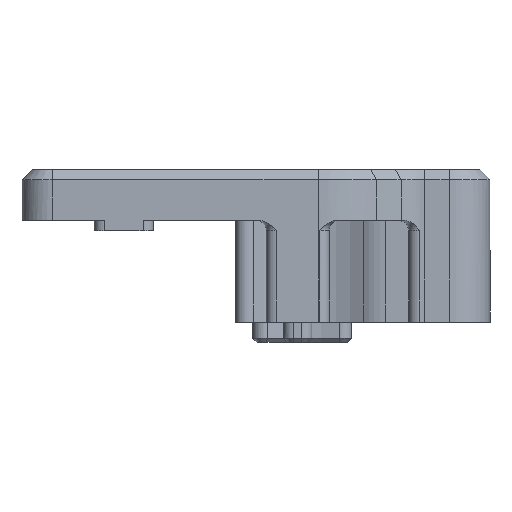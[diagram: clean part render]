
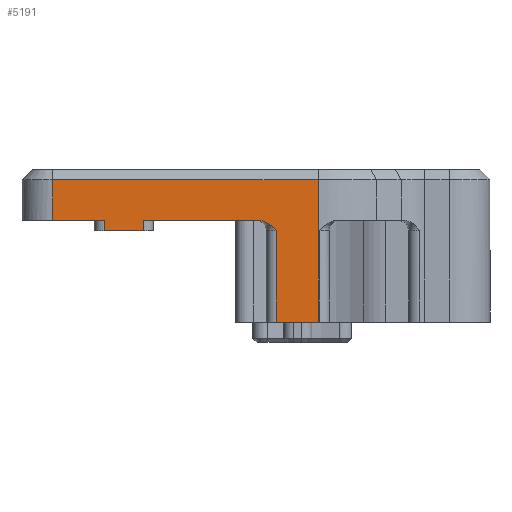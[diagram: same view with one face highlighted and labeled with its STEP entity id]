
A CAD part, left-side view. The second image highlights one B-rep face of the part: STEP entity #5191.
In plain terms, the highlighted planar face has unit normal (-1, 0, 0).
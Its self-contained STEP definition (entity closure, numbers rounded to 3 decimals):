
#1173=DIRECTION('',(0.,1.,0.));
#1174=VECTOR('',#1173,5.1);
#1175=CARTESIAN_POINT('',(332.507,-258.673,59.406));
#1176=LINE('',#1175,#1174);
#1180=DIRECTION('',(0.,0.,1.));
#1181=VECTOR('',#1180,1.);
#1182=CARTESIAN_POINT('',(332.507,-258.673,58.406));
#1183=LINE('',#1182,#1181);
#1194=CARTESIAN_POINT('',(332.507,-273.841,59.406));
#1195=CARTESIAN_POINT('',(332.507,-273.945,59.406));
#1196=CARTESIAN_POINT('',(332.507,-274.16,59.379));
#1197=CARTESIAN_POINT('',(332.507,-274.532,59.252));
#1198=CARTESIAN_POINT('',(332.507,-274.868,59.047));
#1199=CARTESIAN_POINT('',(332.507,-275.227,58.748));
#1200=CARTESIAN_POINT('',(332.507,-275.456,58.524));
#1201=CARTESIAN_POINT('',(332.507,-275.573,58.406));
#1206=DIRECTION('',(0.,-1.,0.));
#1207=VECTOR('',#1206,3.8);
#1208=CARTESIAN_POINT('',(332.507,-258.673,58.406));
#1209=LINE('',#1208,#1207);
#1213=DIRECTION('',(0.,1.,0.));
#1214=VECTOR('',#1213,26.106);
#1215=CARTESIAN_POINT('',(332.507,-279.68,63.406));
#1216=LINE('',#1215,#1214);
#1220=DIRECTION('',(0.,1.,0.));
#1221=VECTOR('',#1220,4.106);
#1222=CARTESIAN_POINT('',(332.507,-279.68,49.406));
#1223=LINE('',#1222,#1221);
#1299=DIRECTION('',(0.,0.,-1.));
#1300=VECTOR('',#1299,14.);
#1301=CARTESIAN_POINT('',(332.507,-279.68,63.406));
#1302=LINE('',#1301,#1300);
#1827=DIRECTION('',(0.,1.,0.));
#1828=VECTOR('',#1827,11.368);
#1829=CARTESIAN_POINT('',(332.507,-273.841,59.406));
#1830=LINE('',#1829,#1828);
#2487=DIRECTION('',(0.,0.,1.));
#2488=VECTOR('',#2487,4.);
#2489=CARTESIAN_POINT('',(332.507,-253.573,59.406));
#2490=LINE('',#2489,#2488);
#2927=DIRECTION('',(0.,0.,-1.));
#2928=VECTOR('',#2927,1.);
#2929=CARTESIAN_POINT('',(332.507,-262.473,59.406));
#2930=LINE('',#2929,#2928);
#3175=DIRECTION('',(0.,0.,1.));
#3176=VECTOR('',#3175,9.);
#3177=CARTESIAN_POINT('',(332.507,-275.573,49.406));
#3178=LINE('',#3177,#3176);
#3784=CARTESIAN_POINT('',(332.507,-279.68,49.406));
#3785=CARTESIAN_POINT('',(332.507,-275.573,49.406));
#3786=VERTEX_POINT('',#3784);
#3787=VERTEX_POINT('',#3785);
#3874=CARTESIAN_POINT('',(332.507,-279.68,63.406));
#3875=VERTEX_POINT('',#3874);
#3876=CARTESIAN_POINT('',(332.507,-253.573,63.406));
#3877=VERTEX_POINT('',#3876);
#3878=CARTESIAN_POINT('',(332.507,-253.573,59.406));
#3879=VERTEX_POINT('',#3878);
#3880=CARTESIAN_POINT('',(332.507,-258.673,59.406));
#3881=VERTEX_POINT('',#3880);
#3882=CARTESIAN_POINT('',(332.507,-258.673,58.406));
#3883=VERTEX_POINT('',#3882);
#3884=CARTESIAN_POINT('',(332.507,-262.473,58.406));
#3885=VERTEX_POINT('',#3884);
#3886=CARTESIAN_POINT('',(332.507,-262.473,59.406));
#3887=VERTEX_POINT('',#3886);
#3888=CARTESIAN_POINT('',(332.507,-273.841,59.406));
#3889=VERTEX_POINT('',#3888);
#3890=VERTEX_POINT('',#1201);
#5165=CARTESIAN_POINT('',(332.507,-250.573,34.406));
#5166=DIRECTION('',(-1.,0.,0.));
#5167=DIRECTION('',(0.,-1.,0.));
#5168=AXIS2_PLACEMENT_3D('',#5165,#5166,#5167);
#5169=PLANE('',#5168);
#5171=ORIENTED_EDGE('',*,*,#5170,.T.);
#5173=ORIENTED_EDGE('',*,*,#5172,.T.);
#5175=ORIENTED_EDGE('',*,*,#5174,.F.);
#5177=ORIENTED_EDGE('',*,*,#5176,.T.);
#5179=ORIENTED_EDGE('',*,*,#5178,.T.);
#5180=ORIENTED_EDGE('',*,*,#5072,.F.);
#5181=ORIENTED_EDGE('',*,*,#5157,.T.);
#5182=ORIENTED_EDGE('',*,*,#5146,.T.);
#5184=ORIENTED_EDGE('',*,*,#5183,.T.);
#5186=ORIENTED_EDGE('',*,*,#5185,.F.);
#5188=ORIENTED_EDGE('',*,*,#5187,.T.);
#5189=EDGE_LOOP('',(#5171,#5173,#5175,#5177,#5179,#5180,#5181,#5182,#5184,#5186,
#5188));
#5190=FACE_OUTER_BOUND('',#5189,.F.);
#5191=ADVANCED_FACE('',(#5190),#5169,.T.);
#1202=B_SPLINE_CURVE_WITH_KNOTS('',3,(#1194,#1195,#1196,#1197,#1198,#1199,#1200,
#1201),.UNSPECIFIED.,.F.,.F.,(4,1,1,1,1,4),(0.,0.2,0.4,0.6,0.8,1.),
.UNSPECIFIED.);
#5072=EDGE_CURVE('',#3883,#3885,#1209,.T.);
#5146=EDGE_CURVE('',#3881,#3879,#1176,.T.);
#5157=EDGE_CURVE('',#3883,#3881,#1183,.T.);
#5170=EDGE_CURVE('',#3786,#3787,#1223,.T.);
#5172=EDGE_CURVE('',#3787,#3890,#3178,.T.);
#5174=EDGE_CURVE('',#3889,#3890,#1202,.T.);
#5176=EDGE_CURVE('',#3889,#3887,#1830,.T.);
#5178=EDGE_CURVE('',#3887,#3885,#2930,.T.);
#5183=EDGE_CURVE('',#3879,#3877,#2490,.T.);
#5185=EDGE_CURVE('',#3875,#3877,#1216,.T.);
#5187=EDGE_CURVE('',#3875,#3786,#1302,.T.);
